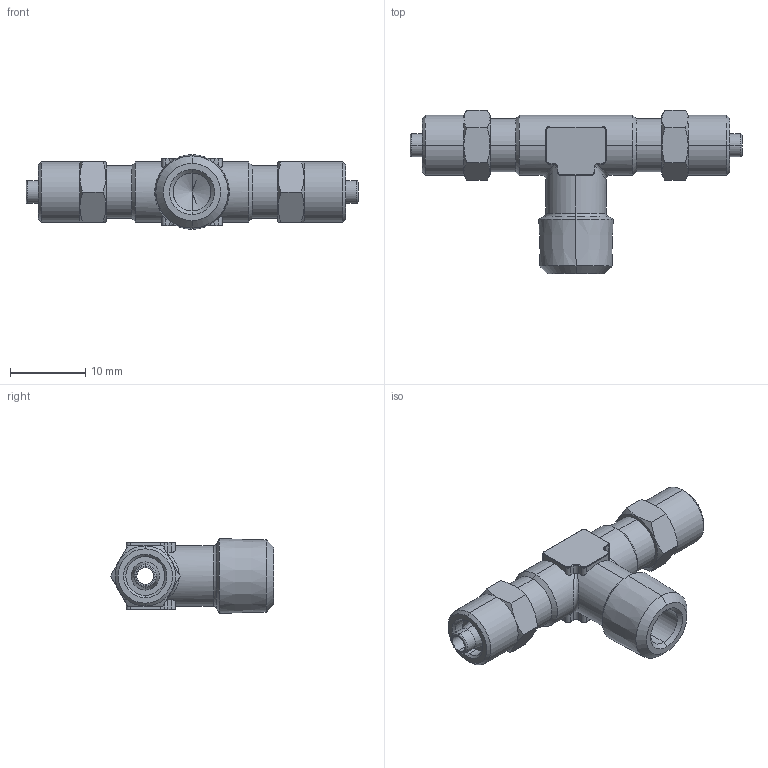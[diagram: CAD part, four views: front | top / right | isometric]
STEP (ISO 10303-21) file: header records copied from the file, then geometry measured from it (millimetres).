
FILE_DESCRIPTION(( 'MC.20.05.18.STEP' ), '1');
FILE_NAME( 'MC.20.05.18.STEP', '2019-06-20T09:00:35',( 'Sopra'),('sopra-pneumatic.com'), 'SwSTEP 2.0','SolidWorks 2009','' );
FILE_SCHEMA (( 'CONFIG_CONTROL_DESIGN' ));
Length unit declared in the file: millimetre
Products named in the file (1): 02109021
Bounding box: 44 x 21.62 x 9.89 mm (x, y, z)
Volume: 2350.9 mm3; surface area: 2266.6 mm2
Topology: 1 solids, 1 shells, 164 faces, 384 edges, 227 vertices
Faces by surface type: cylinder 59, cone 42, plane 39, torus 22, bspline 2
Entity records: 5095 total; most frequent: CARTESIAN_POINT 1312, DIRECTION 802, ORIENTED_EDGE 764, EDGE_CURVE 382, AXIS2_PLACEMENT_3D 329, VERTEX_POINT 227, EDGE_LOOP 175, CIRCLE 166
